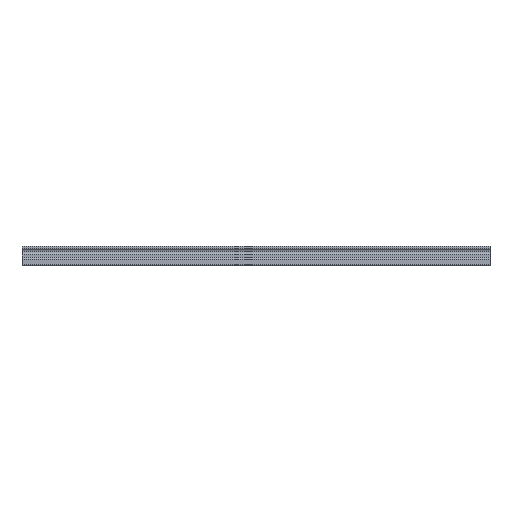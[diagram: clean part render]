
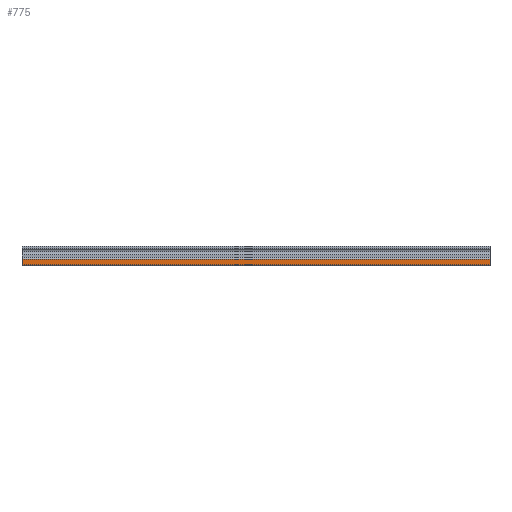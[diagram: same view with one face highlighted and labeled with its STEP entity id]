
A CAD part, top view. The second image highlights one B-rep face of the part: STEP entity #775.
In plain terms, the highlighted planar face has unit normal (0, 0, 1).
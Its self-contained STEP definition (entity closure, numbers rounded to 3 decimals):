
#48 = DIRECTION ( 'NONE',  ( 1., 0., 0. ) ) ;
#93 = DIRECTION ( 'NONE',  ( 0., -1., 0. ) ) ;
#109 = ORIENTED_EDGE ( 'NONE', *, *, #892, .F. ) ;
#131 = LINE ( 'NONE', #1568, #1501 ) ;
#147 = VECTOR ( 'NONE', #93, 1000. ) ;
#206 = ORIENTED_EDGE ( 'NONE', *, *, #759, .T. ) ;
#235 = VECTOR ( 'NONE', #1666, 1000. ) ;
#236 = FACE_OUTER_BOUND ( 'NONE', #831, .T. ) ;
#258 = VERTEX_POINT ( 'NONE', #2462 ) ;
#484 = ORIENTED_EDGE ( 'NONE', *, *, #1586, .F. ) ;
#537 = EDGE_CURVE ( 'NONE', #1858, #1080, #131, .T. ) ;
#548 = AXIS2_PLACEMENT_3D ( 'NONE', #1864, #1821, #616 ) ;
#616 = DIRECTION ( 'NONE',  ( -1., 0., 0. ) ) ;
#710 = CARTESIAN_POINT ( 'NONE',  ( 215., 3.1, 21. ) ) ;
#759 = EDGE_CURVE ( 'NONE', #1564, #1858, #1636, .T. ) ;
#775 = ADVANCED_FACE ( 'NONE', ( #236 ), #1010, .F. ) ;
#831 = EDGE_LOOP ( 'NONE', ( #1031, #109, #484, #206 ) ) ;
#892 = EDGE_CURVE ( 'NONE', #258, #1080, #1350, .T. ) ;
#928 = CARTESIAN_POINT ( 'NONE',  ( -15., 0.5, 21. ) ) ;
#1010 = PLANE ( 'NONE',  #548 ) ;
#1031 = ORIENTED_EDGE ( 'NONE', *, *, #537, .T. ) ;
#1080 = VERTEX_POINT ( 'NONE', #1179 ) ;
#1179 = CARTESIAN_POINT ( 'NONE',  ( 215., 0.5, 21. ) ) ;
#1350 = LINE ( 'NONE', #1951, #147 ) ;
#1501 = VECTOR ( 'NONE', #2389, 1000. ) ;
#1564 = VERTEX_POINT ( 'NONE', #2659 ) ;
#1568 = CARTESIAN_POINT ( 'NONE',  ( 215., 0.5, 21. ) ) ;
#1586 = EDGE_CURVE ( 'NONE', #1564, #258, #1950, .T. ) ;
#1636 = LINE ( 'NONE', #2072, #235 ) ;
#1666 = DIRECTION ( 'NONE',  ( 0., -1., 0. ) ) ;
#1821 = DIRECTION ( 'NONE',  ( 0., 0., -1. ) ) ;
#1858 = VERTEX_POINT ( 'NONE', #928 ) ;
#1864 = CARTESIAN_POINT ( 'NONE',  ( 215., 3.1, 21. ) ) ;
#1950 = LINE ( 'NONE', #710, #2181 ) ;
#1951 = CARTESIAN_POINT ( 'NONE',  ( 215., 5.27, 21. ) ) ;
#2072 = CARTESIAN_POINT ( 'NONE',  ( -15., 5.27, 21. ) ) ;
#2181 = VECTOR ( 'NONE', #48, 1000. ) ;
#2389 = DIRECTION ( 'NONE',  ( 1., 0., 0. ) ) ;
#2462 = CARTESIAN_POINT ( 'NONE',  ( 215., 3.1, 21. ) ) ;
#2659 = CARTESIAN_POINT ( 'NONE',  ( -15., 3.1, 21. ) ) ;
